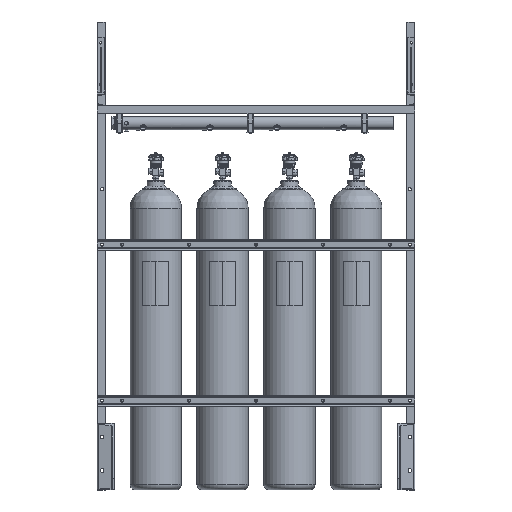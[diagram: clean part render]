
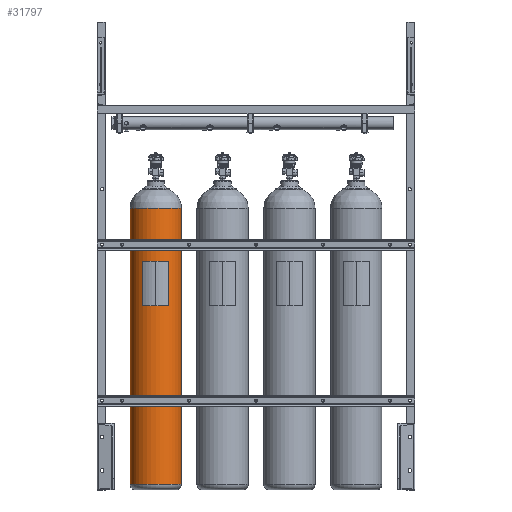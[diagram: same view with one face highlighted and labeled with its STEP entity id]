
A CAD part, top view. The second image highlights one B-rep face of the part: STEP entity #31797.
In plain terms, the highlighted cylindrical face has radius 116.635 mm (diameter 233.269 mm), a partial arc.
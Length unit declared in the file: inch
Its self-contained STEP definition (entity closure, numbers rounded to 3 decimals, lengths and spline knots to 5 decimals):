
#381 = FACE_OUTER_BOUND ( 'NONE', #26702, .T. ) ;
#3296 = ORIENTED_EDGE ( 'NONE', *, *, #9136, .T. ) ;
#4197 = CARTESIAN_POINT ( 'NONE',  ( 0., 0., 0. ) ) ;
#5266 = VECTOR ( 'NONE', #15830, 39.37008 ) ;
#7433 = VERTEX_POINT ( 'NONE', #21355 ) ;
#7900 = CIRCLE ( 'NONE', #45319, 4.59191 ) ;
#8431 = CARTESIAN_POINT ( 'NONE',  ( -4.59191, 0., 0. ) ) ;
#9136 = EDGE_CURVE ( 'NONE', #21597, #7433, #28731, .T. ) ;
#9534 = DIRECTION ( 'NONE',  ( 0., 1., 0. ) ) ;
#13630 = DIRECTION ( 'NONE',  ( -1., 0., 0. ) ) ;
#14039 = EDGE_CURVE ( 'NONE', #21597, #42196, #31632, .T. ) ;
#15139 = AXIS2_PLACEMENT_3D ( 'NONE', #4197, #39352, #35286 ) ;
#15830 = DIRECTION ( 'NONE',  ( 0., 1., 0. ) ) ;
#17809 = CARTESIAN_POINT ( 'NONE',  ( 4.59191, 0., 0. ) ) ;
#19479 = EDGE_CURVE ( 'NONE', #42196, #28349, #7900, .T. ) ;
#19791 = AXIS2_PLACEMENT_3D ( 'NONE', #47590, #20611, #25190 ) ;
#20611 = DIRECTION ( 'NONE',  ( 0., 1., 0. ) ) ;
#21355 = CARTESIAN_POINT ( 'NONE',  ( 4.59191, -54.5, 0. ) ) ;
#21597 = VERTEX_POINT ( 'NONE', #29352 ) ;
#22128 = ORIENTED_EDGE ( 'NONE', *, *, #14039, .F. ) ;
#22896 = CARTESIAN_POINT ( 'NONE',  ( 4.59191, -4.92411, 0. ) ) ;
#25190 = DIRECTION ( 'NONE',  ( -1., 0., 0. ) ) ;
#26702 = EDGE_LOOP ( 'NONE', ( #3296, #28849, #34055, #22128 ) ) ;
#26882 = CYLINDRICAL_SURFACE ( 'NONE', #15139, 4.59191 ) ;
#28349 = VERTEX_POINT ( 'NONE', #22896 ) ;
#28731 = CIRCLE ( 'NONE', #19791, 4.59191 ) ;
#28849 = ORIENTED_EDGE ( 'NONE', *, *, #48924, .T. ) ;
#29352 = CARTESIAN_POINT ( 'NONE',  ( -4.59191, -54.5, 0. ) ) ;
#30027 = LINE ( 'NONE', #17809, #43307 ) ;
#31632 = LINE ( 'NONE', #8431, #5266 ) ;
#31797 = ADVANCED_FACE ( 'NONE', ( #381 ), #26882, .T. ) ;
#33363 = DIRECTION ( 'NONE',  ( 0., 1., 0. ) ) ;
#34055 = ORIENTED_EDGE ( 'NONE', *, *, #19479, .F. ) ;
#35286 = DIRECTION ( 'NONE',  ( -1., 0., 0. ) ) ;
#37067 = CARTESIAN_POINT ( 'NONE',  ( 0., -4.92411, 0. ) ) ;
#39352 = DIRECTION ( 'NONE',  ( 0., 1., 0. ) ) ;
#41023 = CARTESIAN_POINT ( 'NONE',  ( -4.59191, -4.92411, 0. ) ) ;
#42196 = VERTEX_POINT ( 'NONE', #41023 ) ;
#43307 = VECTOR ( 'NONE', #33363, 39.37008 ) ;
#45319 = AXIS2_PLACEMENT_3D ( 'NONE', #37067, #9534, #13630 ) ;
#47590 = CARTESIAN_POINT ( 'NONE',  ( 0., -54.5, 0. ) ) ;
#48924 = EDGE_CURVE ( 'NONE', #7433, #28349, #30027, .T. ) ;
